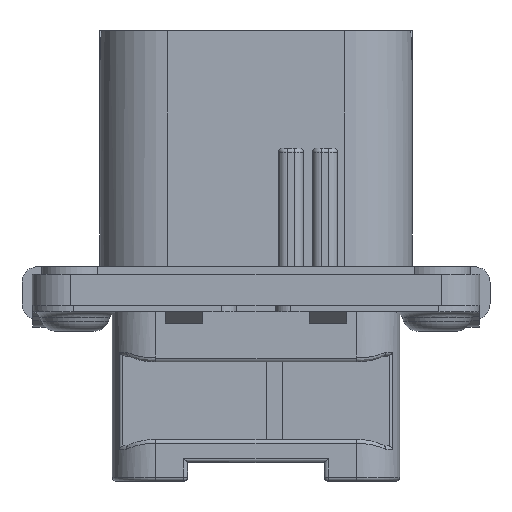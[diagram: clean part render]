
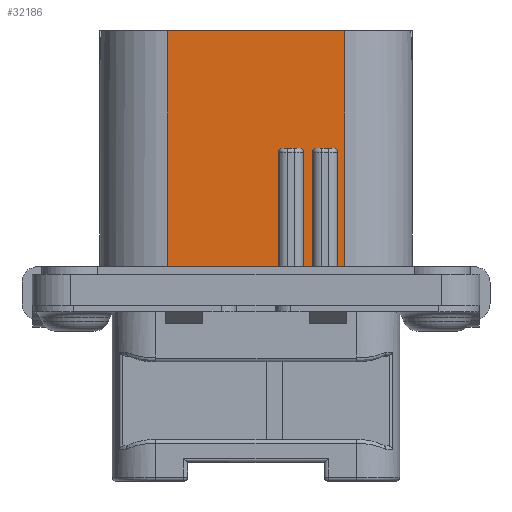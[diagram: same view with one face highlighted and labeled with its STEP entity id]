
A CAD part, front view. The second image highlights one B-rep face of the part: STEP entity #32186.
In plain terms, the highlighted planar face has unit normal (0, -1, 0).
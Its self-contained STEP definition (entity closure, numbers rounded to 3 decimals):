
#1275=DIRECTION('',(1.,0.,0.));
#1276=VECTOR('',#1275,0.45);
#1277=CARTESIAN_POINT('',(5.25,-9.,2.));
#1278=LINE('',#1277,#1276);
#2361=DIRECTION('',(1.,0.,0.));
#2362=VECTOR('',#2361,7.14);
#2363=CARTESIAN_POINT('',(-5.7,-9.,2.));
#2364=LINE('',#2363,#2362);
#2373=DIRECTION('',(0.,0.,1.));
#2374=VECTOR('',#2373,7.87);
#2375=CARTESIAN_POINT('',(3.04,-9.,2.));
#2376=LINE('',#2375,#2374);
#2377=DIRECTION('',(1.,0.,0.));
#2378=VECTOR('',#2377,1.1);
#2379=CARTESIAN_POINT('',(1.69,-9.,10.12));
#2380=LINE('',#2379,#2378);
#2381=DIRECTION('',(0.,0.,1.));
#2382=VECTOR('',#2381,7.87);
#2383=CARTESIAN_POINT('',(1.44,-9.,2.));
#2384=LINE('',#2383,#2382);
#2385=DIRECTION('',(0.,0.,-1.));
#2386=VECTOR('',#2385,15.67);
#2387=CARTESIAN_POINT('',(-5.7,-9.,17.67));
#2388=LINE('',#2387,#2386);
#2389=DIRECTION('',(0.,0.,-1.));
#2390=VECTOR('',#2389,15.67);
#2391=CARTESIAN_POINT('',(5.7,-9.,17.67));
#2392=LINE('',#2391,#2390);
#2393=DIRECTION('',(0.,0.,1.));
#2394=VECTOR('',#2393,7.87);
#2395=CARTESIAN_POINT('',(5.25,-9.,2.));
#2396=LINE('',#2395,#2394);
#2397=DIRECTION('',(1.,0.,0.));
#2398=VECTOR('',#2397,1.1);
#2399=CARTESIAN_POINT('',(3.9,-9.,10.12));
#2400=LINE('',#2399,#2398);
#2401=DIRECTION('',(0.,0.,1.));
#2402=VECTOR('',#2401,7.87);
#2403=CARTESIAN_POINT('',(3.65,-9.,2.));
#2404=LINE('',#2403,#2402);
#2425=DIRECTION('',(1.,0.,0.));
#2426=VECTOR('',#2425,0.61);
#2427=CARTESIAN_POINT('',(3.04,-9.,2.));
#2428=LINE('',#2427,#2426);
#2437=CARTESIAN_POINT('',(3.9,-9.,9.87));
#2438=DIRECTION('',(0.,1.,0.));
#2439=DIRECTION('',(-1.,0.,0.));
#2440=AXIS2_PLACEMENT_3D('',#2437,#2438,#2439);
#2464=CARTESIAN_POINT('',(5.,-9.,9.87));
#2465=DIRECTION('',(0.,1.,0.));
#2466=DIRECTION('',(0.,0.,1.));
#2467=AXIS2_PLACEMENT_3D('',#2464,#2465,#2466);
#2781=CARTESIAN_POINT('',(2.79,-9.,9.87));
#2782=DIRECTION('',(0.,1.,0.));
#2783=DIRECTION('',(0.,0.,1.));
#2784=AXIS2_PLACEMENT_3D('',#2781,#2782,#2783);
#2811=CARTESIAN_POINT('',(1.69,-9.,9.87));
#2812=DIRECTION('',(0.,1.,0.));
#2813=DIRECTION('',(-1.,0.,0.));
#2814=AXIS2_PLACEMENT_3D('',#2811,#2812,#2813);
#3033=DIRECTION('',(1.,0.,0.));
#3034=VECTOR('',#3033,11.4);
#3035=CARTESIAN_POINT('',(-5.7,-9.,17.67));
#3036=LINE('',#3035,#3034);
#24531=CARTESIAN_POINT('',(-5.7,-9.,17.67));
#24532=CARTESIAN_POINT('',(-5.7,-9.,2.));
#24533=VERTEX_POINT('',#24531);
#24534=VERTEX_POINT('',#24532);
#24535=CARTESIAN_POINT('',(5.7,-9.,17.67));
#24536=CARTESIAN_POINT('',(5.7,-9.,2.));
#24537=VERTEX_POINT('',#24535);
#24538=VERTEX_POINT('',#24536);
#26456=CARTESIAN_POINT('',(1.44,-9.,2.));
#26457=VERTEX_POINT('',#26456);
#26458=CARTESIAN_POINT('',(3.04,-9.,2.));
#26459=CARTESIAN_POINT('',(3.65,-9.,2.));
#26460=VERTEX_POINT('',#26458);
#26461=VERTEX_POINT('',#26459);
#26462=CARTESIAN_POINT('',(5.25,-9.,2.));
#26463=VERTEX_POINT('',#26462);
#26504=CARTESIAN_POINT('',(1.44,-9.,9.87));
#26505=VERTEX_POINT('',#26504);
#26506=CARTESIAN_POINT('',(3.04,-9.,9.87));
#26507=VERTEX_POINT('',#26506);
#26508=CARTESIAN_POINT('',(3.65,-9.,9.87));
#26509=VERTEX_POINT('',#26508);
#26510=CARTESIAN_POINT('',(5.25,-9.,9.87));
#26511=VERTEX_POINT('',#26510);
#26560=CARTESIAN_POINT('',(1.69,-9.,10.12));
#26561=VERTEX_POINT('',#26560);
#26562=CARTESIAN_POINT('',(2.79,-9.,10.12));
#26563=VERTEX_POINT('',#26562);
#26564=CARTESIAN_POINT('',(3.9,-9.,10.12));
#26565=VERTEX_POINT('',#26564);
#26566=CARTESIAN_POINT('',(5.,-9.,10.12));
#26567=VERTEX_POINT('',#26566);
#32150=CARTESIAN_POINT('',(-10.05,-9.,2.));
#32151=DIRECTION('',(0.,-1.,0.));
#32152=DIRECTION('',(1.,0.,0.));
#32153=AXIS2_PLACEMENT_3D('',#32150,#32151,#32152);
#32154=PLANE('',#32153);
#32156=ORIENTED_EDGE('',*,*,#32155,.T.);
#32158=ORIENTED_EDGE('',*,*,#32157,.F.);
#32160=ORIENTED_EDGE('',*,*,#32159,.F.);
#32162=ORIENTED_EDGE('',*,*,#32161,.F.);
#32163=ORIENTED_EDGE('',*,*,#32140,.F.);
#32164=ORIENTED_EDGE('',*,*,#32130,.F.);
#32166=ORIENTED_EDGE('',*,*,#32165,.F.);
#32168=ORIENTED_EDGE('',*,*,#32167,.T.);
#32170=ORIENTED_EDGE('',*,*,#32169,.T.);
#32171=ORIENTED_EDGE('',*,*,#31500,.F.);
#32173=ORIENTED_EDGE('',*,*,#32172,.T.);
#32175=ORIENTED_EDGE('',*,*,#32174,.F.);
#32177=ORIENTED_EDGE('',*,*,#32176,.F.);
#32179=ORIENTED_EDGE('',*,*,#32178,.F.);
#32181=ORIENTED_EDGE('',*,*,#32180,.F.);
#32183=ORIENTED_EDGE('',*,*,#32182,.F.);
#32184=EDGE_LOOP('',(#32156,#32158,#32160,#32162,#32163,#32164,#32166,#32168,
#32170,#32171,#32173,#32175,#32177,#32179,#32181,#32183));
#32185=FACE_OUTER_BOUND('',#32184,.F.);
#32186=ADVANCED_FACE('',(#32185),#32154,.T.);
#2441=CIRCLE('',#2440,0.25);
#2468=CIRCLE('',#2467,0.25);
#2785=CIRCLE('',#2784,0.25);
#2815=CIRCLE('',#2814,0.25);
#31500=EDGE_CURVE('',#26463,#24538,#1278,.T.);
#32130=EDGE_CURVE('',#24534,#26457,#2364,.T.);
#32140=EDGE_CURVE('',#26457,#26505,#2384,.T.);
#32155=EDGE_CURVE('',#26460,#26507,#2376,.T.);
#32157=EDGE_CURVE('',#26563,#26507,#2785,.T.);
#32159=EDGE_CURVE('',#26561,#26563,#2380,.T.);
#32161=EDGE_CURVE('',#26505,#26561,#2815,.T.);
#32165=EDGE_CURVE('',#24533,#24534,#2388,.T.);
#32167=EDGE_CURVE('',#24533,#24537,#3036,.T.);
#32169=EDGE_CURVE('',#24537,#24538,#2392,.T.);
#32172=EDGE_CURVE('',#26463,#26511,#2396,.T.);
#32174=EDGE_CURVE('',#26567,#26511,#2468,.T.);
#32176=EDGE_CURVE('',#26565,#26567,#2400,.T.);
#32178=EDGE_CURVE('',#26509,#26565,#2441,.T.);
#32180=EDGE_CURVE('',#26461,#26509,#2404,.T.);
#32182=EDGE_CURVE('',#26460,#26461,#2428,.T.);
